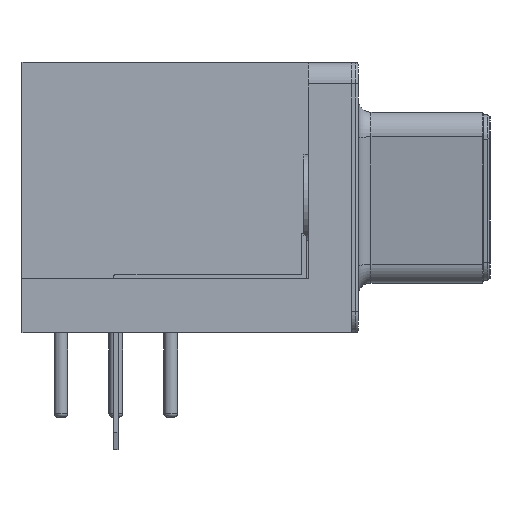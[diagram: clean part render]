
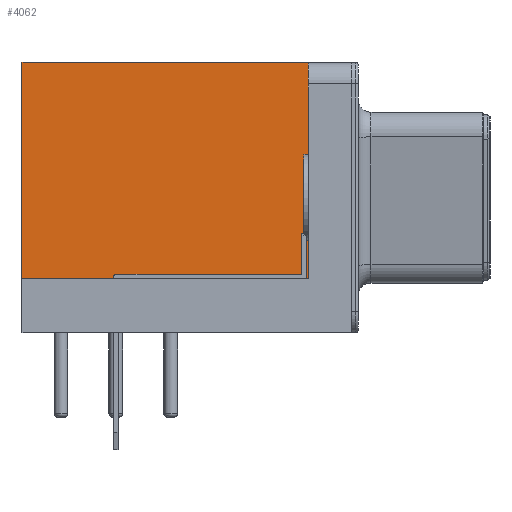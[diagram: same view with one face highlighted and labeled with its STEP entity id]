
A CAD part, left-side view. The second image highlights one B-rep face of the part: STEP entity #4062.
In plain terms, the highlighted planar face has unit normal (-1, 0, 0).
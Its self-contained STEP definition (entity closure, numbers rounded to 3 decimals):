
#37=DIRECTION('',(1.,0.,0.));
#74=DIRECTION('',(0.,1.,0.));
#139=DIRECTION('',(0.,0.,1.));
#2976=VECTOR('',#139,1.);
#3354=VECTOR('',#74,1.);
#3368=VERTEX_POINT('',#3369);
#3369=CARTESIAN_POINT('',(-36.508,1.8,12.5));
#3372=ORIENTED_EDGE('',*,*,#3373,.F.);
#3373=EDGE_CURVE('',#3374,#3368,#3376,.T.);
#3374=VERTEX_POINT('',#3375);
#3375=CARTESIAN_POINT('',(-36.508,-11.43,12.5));
#3376=LINE('',#3377,#3354);
#3377=CARTESIAN_POINT('',(-36.508,-12.43,12.5));
#4042=VERTEX_POINT('',#4043);
#4043=CARTESIAN_POINT('',(-36.508,-11.43,2.5));
#4047=EDGE_CURVE('',#4042,#3374,#4048,.T.);
#4048=LINE('',#4043,#2976);
#4062=ADVANCED_FACE('',(#4063),#4075,.F.);
#4063=FACE_BOUND('',#4064,.F.);
#4064=EDGE_LOOP('',(#4065,#4066,#4071,#3372));
#4065=ORIENTED_EDGE('',*,*,#4047,.F.);
#4066=ORIENTED_EDGE('',*,*,#4067,.T.);
#4067=EDGE_CURVE('',#4042,#4068,#4070,.T.);
#4068=VERTEX_POINT('',#4069);
#4069=CARTESIAN_POINT('',(-36.508,1.8,2.5));
#4070=LINE('',#4043,#3354);
#4071=ORIENTED_EDGE('',*,*,#4072,.T.);
#4072=EDGE_CURVE('',#4068,#3368,#4073,.T.);
#4073=LINE('',#4074,#2976);
#4074=CARTESIAN_POINT('',(-36.508,1.8,4.375));
#4075=PLANE('',#4076);
#4076=AXIS2_PLACEMENT_3D('',#4043,#37,#139);
